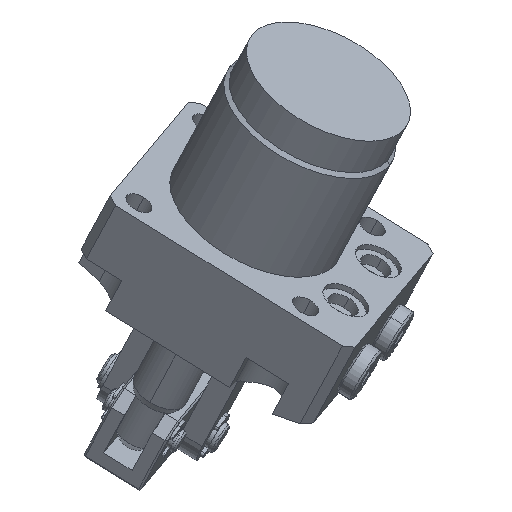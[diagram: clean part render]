
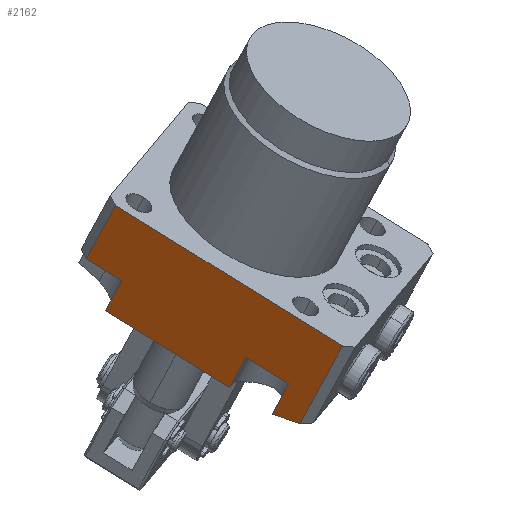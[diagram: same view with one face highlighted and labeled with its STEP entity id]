
A CAD part, front view. The second image highlights one B-rep face of the part: STEP entity #2162.
In plain terms, the highlighted face is planar.
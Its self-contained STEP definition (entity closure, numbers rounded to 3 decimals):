
#557 = ORIENTED_EDGE ( 'NONE', *, *, #20718, .F. ) ;
#931 = LINE ( 'NONE', #4818, #10201 ) ;
#1102 = EDGE_LOOP ( 'NONE', ( #557, #20468, #13918, #4177, #14656, #3645, #7243, #8472, #3408, #10528 ) ) ;
#1133 = DIRECTION ( 'NONE',  ( 0.966, -0.259, 0. ) ) ;
#2162 = ADVANCED_FACE ( 'NONE', ( #20167 ), #20800, .T. ) ;
#2189 = VERTEX_POINT ( 'NONE', #12113 ) ;
#3052 = DIRECTION ( 'NONE',  ( 1., 0., 0. ) ) ;
#3107 = VECTOR ( 'NONE', #16689, 1000. ) ;
#3408 = ORIENTED_EDGE ( 'NONE', *, *, #12154, .T. ) ;
#3530 = VECTOR ( 'NONE', #15902, 1000. ) ;
#3645 = ORIENTED_EDGE ( 'NONE', *, *, #20282, .F. ) ;
#3691 = CARTESIAN_POINT ( 'NONE',  ( 320.23, 117.671, -30. ) ) ;
#3879 = CARTESIAN_POINT ( 'NONE',  ( 320.23, 103.671, -30. ) ) ;
#4013 = VECTOR ( 'NONE', #8452, 1000. ) ;
#4177 = ORIENTED_EDGE ( 'NONE', *, *, #12229, .F. ) ;
#4549 = LINE ( 'NONE', #22327, #4013 ) ;
#4818 = CARTESIAN_POINT ( 'NONE',  ( 273.23, 116.6, -30. ) ) ;
#4838 = CARTESIAN_POINT ( 'NONE',  ( 273.23, 103.671, -30. ) ) ;
#5123 = CARTESIAN_POINT ( 'NONE',  ( 273.23, 113.25, -30. ) ) ;
#5526 = DIRECTION ( 'NONE',  ( -1., 0., 0. ) ) ;
#6358 = VERTEX_POINT ( 'NONE', #16529 ) ;
#6694 = VECTOR ( 'NONE', #1133, 1000. ) ;
#7099 = VERTEX_POINT ( 'NONE', #13064 ) ;
#7243 = ORIENTED_EDGE ( 'NONE', *, *, #8216, .T. ) ;
#7666 = AXIS2_PLACEMENT_3D ( 'NONE', #15337, #10353, #22560 ) ;
#7774 = LINE ( 'NONE', #21862, #3107 ) ;
#7922 = CARTESIAN_POINT ( 'NONE',  ( 273.23, 103.671, -30. ) ) ;
#8216 = EDGE_CURVE ( 'NONE', #7099, #20018, #21108, .T. ) ;
#8452 = DIRECTION ( 'NONE',  ( 0., -1., 0. ) ) ;
#8469 = EDGE_CURVE ( 'NONE', #20018, #16301, #17832, .T. ) ;
#8472 = ORIENTED_EDGE ( 'NONE', *, *, #8469, .T. ) ;
#9915 = CARTESIAN_POINT ( 'NONE',  ( 308.23, 113.25, -30. ) ) ;
#10067 = CARTESIAN_POINT ( 'NONE',  ( 308.23, 103.671, -30. ) ) ;
#10201 = VECTOR ( 'NONE', #17084, 1000. ) ;
#10353 = DIRECTION ( 'NONE',  ( 0., 0., -1. ) ) ;
#10418 = VERTEX_POINT ( 'NONE', #16882 ) ;
#10479 = VERTEX_POINT ( 'NONE', #4838 ) ;
#10528 = ORIENTED_EDGE ( 'NONE', *, *, #12768, .T. ) ;
#11010 = EDGE_CURVE ( 'NONE', #6358, #2189, #4549, .T. ) ;
#11232 = CARTESIAN_POINT ( 'NONE',  ( 320.23, 113.384, -30. ) ) ;
#11821 = VECTOR ( 'NONE', #22285, 1000. ) ;
#11945 = LINE ( 'NONE', #18844, #15525 ) ;
#12113 = CARTESIAN_POINT ( 'NONE',  ( 263.23, 86.671, -30. ) ) ;
#12154 = EDGE_CURVE ( 'NONE', #16301, #10418, #20060, .T. ) ;
#12229 = EDGE_CURVE ( 'NONE', #22535, #10479, #931, .T. ) ;
#12768 = EDGE_CURVE ( 'NONE', #10418, #14310, #7774, .T. ) ;
#13002 = CARTESIAN_POINT ( 'NONE',  ( 327.23, 86.671, -30. ) ) ;
#13064 = CARTESIAN_POINT ( 'NONE',  ( 308.23, 103.671, -30. ) ) ;
#13321 = VERTEX_POINT ( 'NONE', #9915 ) ;
#13453 = VECTOR ( 'NONE', #20104, 1000. ) ;
#13918 = ORIENTED_EDGE ( 'NONE', *, *, #14375, .F. ) ;
#14009 = LINE ( 'NONE', #7922, #13453 ) ;
#14134 = CARTESIAN_POINT ( 'NONE',  ( 308.23, 117.671, -30. ) ) ;
#14310 = VERTEX_POINT ( 'NONE', #13002 ) ;
#14375 = EDGE_CURVE ( 'NONE', #10479, #6358, #14009, .T. ) ;
#14656 = ORIENTED_EDGE ( 'NONE', *, *, #19446, .F. ) ;
#15123 = CARTESIAN_POINT ( 'NONE',  ( 304.23, 117.671, -30. ) ) ;
#15337 = CARTESIAN_POINT ( 'NONE',  ( 0., 117.671, -30. ) ) ;
#15525 = VECTOR ( 'NONE', #3052, 1000. ) ;
#15887 = DIRECTION ( 'NONE',  ( 0., 1., 0. ) ) ;
#15902 = DIRECTION ( 'NONE',  ( 0., 1., 0. ) ) ;
#15981 = LINE ( 'NONE', #17708, #20603 ) ;
#16301 = VERTEX_POINT ( 'NONE', #11232 ) ;
#16529 = CARTESIAN_POINT ( 'NONE',  ( 263.23, 103.671, -30. ) ) ;
#16689 = DIRECTION ( 'NONE',  ( 0., -1., 0. ) ) ;
#16882 = CARTESIAN_POINT ( 'NONE',  ( 327.23, 111.509, -30. ) ) ;
#17084 = DIRECTION ( 'NONE',  ( 0., -1., 0. ) ) ;
#17708 = CARTESIAN_POINT ( 'NONE',  ( 0., 113.25, -30. ) ) ;
#17832 = LINE ( 'NONE', #3691, #22469 ) ;
#18844 = CARTESIAN_POINT ( 'NONE',  ( 0., 86.671, -30. ) ) ;
#19446 = EDGE_CURVE ( 'NONE', #13321, #22535, #15981, .T. ) ;
#20018 = VERTEX_POINT ( 'NONE', #3879 ) ;
#20060 = LINE ( 'NONE', #15123, #6694 ) ;
#20104 = DIRECTION ( 'NONE',  ( -1., 0., 0. ) ) ;
#20167 = FACE_OUTER_BOUND ( 'NONE', #1102, .T. ) ;
#20282 = EDGE_CURVE ( 'NONE', #7099, #13321, #22066, .T. ) ;
#20468 = ORIENTED_EDGE ( 'NONE', *, *, #11010, .F. ) ;
#20603 = VECTOR ( 'NONE', #5526, 1000. ) ;
#20718 = EDGE_CURVE ( 'NONE', #2189, #14310, #11945, .T. ) ;
#20800 = PLANE ( 'NONE',  #7666 ) ;
#21108 = LINE ( 'NONE', #10067, #11821 ) ;
#21862 = CARTESIAN_POINT ( 'NONE',  ( 327.23, 117.231, -30. ) ) ;
#22066 = LINE ( 'NONE', #14134, #3530 ) ;
#22285 = DIRECTION ( 'NONE',  ( 1., 0., 0. ) ) ;
#22327 = CARTESIAN_POINT ( 'NONE',  ( 263.23, 109.328, -30. ) ) ;
#22469 = VECTOR ( 'NONE', #15887, 1000. ) ;
#22535 = VERTEX_POINT ( 'NONE', #5123 ) ;
#22560 = DIRECTION ( 'NONE',  ( -1., 0., 0. ) ) ;
